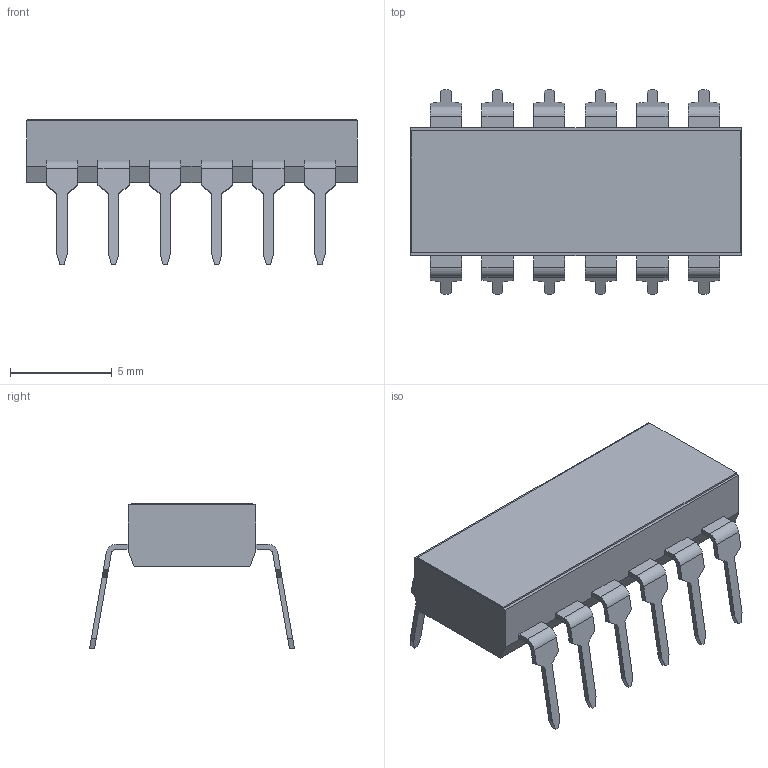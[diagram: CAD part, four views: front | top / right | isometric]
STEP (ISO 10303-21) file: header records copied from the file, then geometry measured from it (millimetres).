
FILE_DESCRIPTION(/* description */ (''),/* implementation_level */ '2;1');
FILE_NAME(/* name */ 'KAE06TAGx.stp',/* time_stamp */ '2025-05-21T09:54:00-05:00',/* author */ ('mroman'),/* organization */ (''),/* preprocessor_version */ 'ST-DEVELOPER v18.1',/* originating_system */ 'Autodesk Inventor 2022',/* authorisation */ '');
FILE_SCHEMA (('AUTOMOTIVE_DESIGN { 1 0 10303 214 3 1 1 }'));
Length unit declared in the file: centimetre
Products named in the file (1): KAE06TAGx
Bounding box: 16.28 x 10.09 x 7.18 mm (x, y, z)
Volume: 329.1 mm3; surface area: 531.8 mm2
Topology: 1 solids, 7 shells, 283 faces, 774 edges, 512 vertices
Faces by surface type: plane 259, cylinder 24
Entity records: 8847 total; most frequent: CARTESIAN_POINT 1570, ORIENTED_EDGE 1548, DIRECTION 1390, EDGE_CURVE 774, LINE 726, VECTOR 726, VERTEX_POINT 512, AXIS2_PLACEMENT_3D 332
